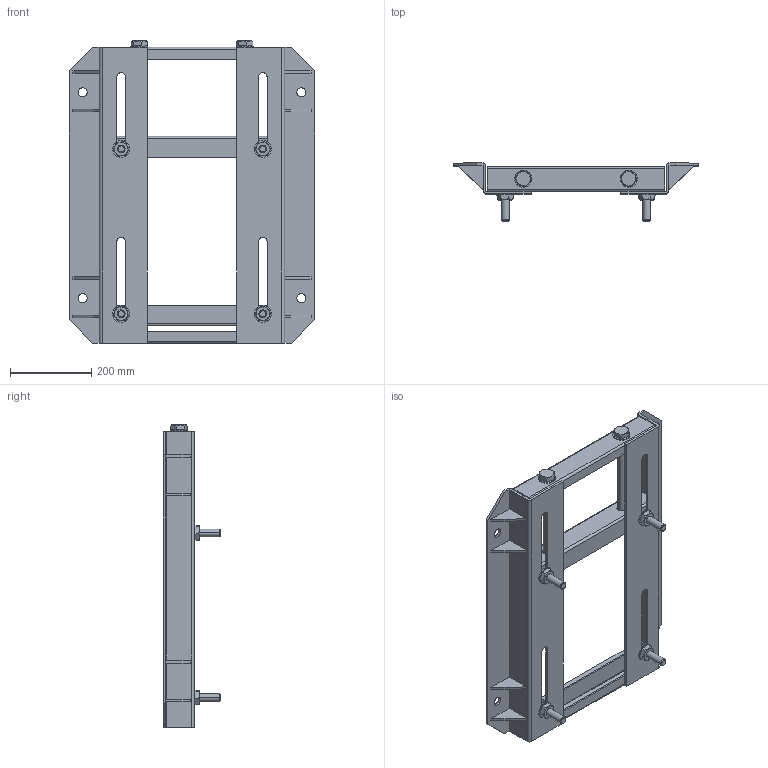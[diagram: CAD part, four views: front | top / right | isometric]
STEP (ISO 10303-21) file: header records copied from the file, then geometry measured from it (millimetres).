
FILE_DESCRIPTION (( 'STEP AP214' ), '1' );
FILE_NAME ('W405T.STEP', '2021-09-27T15:07:43', ( '' ), ( '' ), 'SwSTEP 2.0', 'SolidWorks 2017', '' );
FILE_SCHEMA (( 'AUTOMOTIVE_DESIGN' ));
Length unit declared in the file: inch
Products named in the file (1): W405T
Bounding box: 606.4 x 142.05 x 746.25 mm (x, y, z)
Volume: 3604904.8 mm3; surface area: 1317997 mm2
Topology: 34 solids, 34 shells, 426 faces, 1008 edges, 656 vertices
Faces by surface type: plane 240, cylinder 110, cone 76
Entity records: 19205 total; most frequent: CARTESIAN_POINT 3271, DIRECTION 2030, ORIENTED_EDGE 2016, EDGE_CURVE 1008, AXIS2_PLACEMENT_3D 727, VERTEX_POINT 656, LINE 576, VECTOR 576
